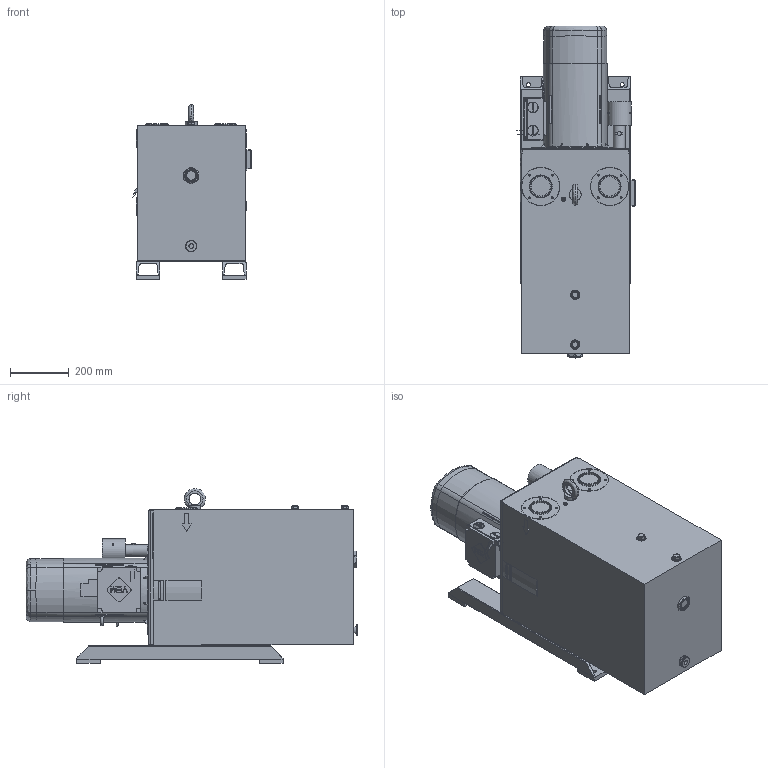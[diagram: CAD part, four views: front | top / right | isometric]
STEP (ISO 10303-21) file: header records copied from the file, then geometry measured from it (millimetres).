
FILE_DESCRIPTION((''),'2;1');
FILE_NAME('PK900370.stp','2009-01-20T08:12:06',('usleber'),(''),'Autodesk Inventor 11','Autodesk Inventor 11','');
FILE_SCHEMA(('AUTOMOTIVE_DESIGN { 1 0 10303 214 1 1 1 1 }'));
Length unit declared in the file: millimetre
Products named in the file (1): PK900370_SW
Bounding box: 403.6 x 1132.65 x 597 mm (x, y, z)
Volume: 140079577.7 mm3; surface area: 2403789.4 mm2
Topology: 3 solids, 7 shells, 652 faces, 1640 edges, 1045 vertices
Faces by surface type: plane 428, cylinder 123, bspline 65, cone 21, torus 11, sphere 4
Full cylindrical faces by diameter (mm): 12.2 x1, 13 x1, 14 x5, 24 x2, 32 x4, 33 x1, 36 x2, 38 x1, 40 x2, 40.9 x1, 66 x2, 68 x2, 70 x2, 81 x1, 300 x1
Entity records: 27158 total; most frequent: CARTESIAN_POINT 12151, ORIENTED_EDGE 3080, DIRECTION 2992, EDGE_CURVE 1540, VERTEX_POINT 1016, AXIS2_PLACEMENT_3D 1014, VECTOR 964, LINE 964
